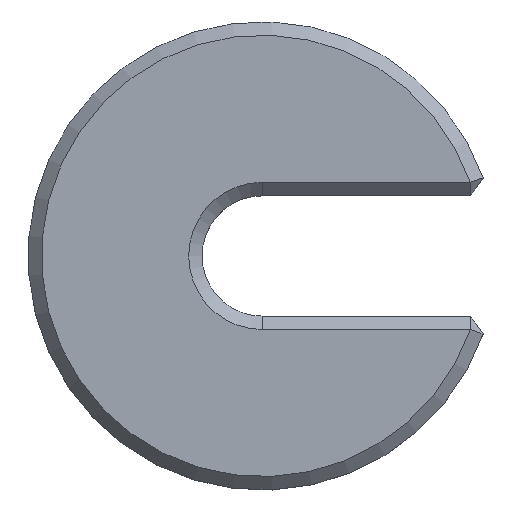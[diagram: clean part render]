
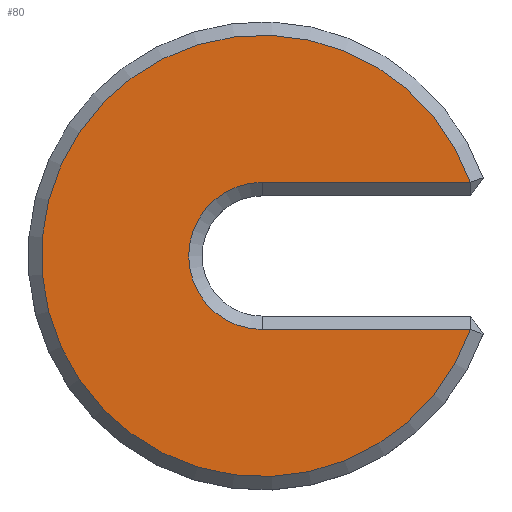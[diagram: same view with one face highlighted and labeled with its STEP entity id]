
A CAD part, top view. The second image highlights one B-rep face of the part: STEP entity #80.
In plain terms, the highlighted planar face has unit normal (0, 0, 1).
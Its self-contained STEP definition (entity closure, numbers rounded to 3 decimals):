
#80 = ADVANCED_FACE( '', ( #106 ), #107, .F. );
#106 = FACE_OUTER_BOUND( '', #146, .T. );
#107 = PLANE( '', #147 );
#146 = EDGE_LOOP( '', ( #210, #211, #212, #213 ) );
#147 = AXIS2_PLACEMENT_3D( '', #214, #215, #216 );
#210 = ORIENTED_EDGE( '', *, *, #327, .T. );
#211 = ORIENTED_EDGE( '', *, *, #321, .T. );
#212 = ORIENTED_EDGE( '', *, *, #328, .T. );
#213 = ORIENTED_EDGE( '', *, *, #329, .T. );
#214 = CARTESIAN_POINT( '', ( 0., 0., 8. ) );
#215 = DIRECTION( '', ( 0., 0., -1. ) );
#216 = DIRECTION( '', ( -1., 0., 0. ) );
#321 = EDGE_CURVE( '', #368, #366, #369, .F. );
#327 = EDGE_CURVE( '', #377, #368, #378, .T. );
#328 = EDGE_CURVE( '', #366, #379, #380, .T. );
#329 = EDGE_CURVE( '', #379, #377, #381, .T. );
#366 = VERTEX_POINT( '', #428 );
#368 = VERTEX_POINT( '', #431 );
#369 = CIRCLE( '', #432, 16.5 );
#377 = VERTEX_POINT( '', #445 );
#378 = LINE( '', #446, #447 );
#379 = VERTEX_POINT( '', #448 );
#380 = LINE( '', #449, #450 );
#381 = CIRCLE( '', #451, 5.5 );
#428 = CARTESIAN_POINT( '', ( 15.556, -5.5, 8. ) );
#431 = CARTESIAN_POINT( '', ( 15.556, 5.5, 8. ) );
#432 = AXIS2_PLACEMENT_3D( '', #513, #514, #515 );
#445 = CARTESIAN_POINT( '', ( 0., 5.5, 8. ) );
#446 = CARTESIAN_POINT( '', ( 0., 5.5, 8. ) );
#447 = VECTOR( '', #521, 1000. );
#448 = CARTESIAN_POINT( '', ( 0., -5.5, 8. ) );
#449 = CARTESIAN_POINT( '', ( 0., -5.5, 8. ) );
#450 = VECTOR( '', #522, 1000. );
#451 = AXIS2_PLACEMENT_3D( '', #523, #524, #525 );
#513 = CARTESIAN_POINT( '', ( 0., 0., 8. ) );
#514 = DIRECTION( '', ( 0., 0., -1. ) );
#515 = DIRECTION( '', ( -1., 0., 0. ) );
#521 = DIRECTION( '', ( 1., 0., 0. ) );
#522 = DIRECTION( '', ( -1., 0., 0. ) );
#523 = CARTESIAN_POINT( '', ( 0., 0., 8. ) );
#524 = DIRECTION( '', ( 0., 0., -1. ) );
#525 = DIRECTION( '', ( -1., 0., 0. ) );
